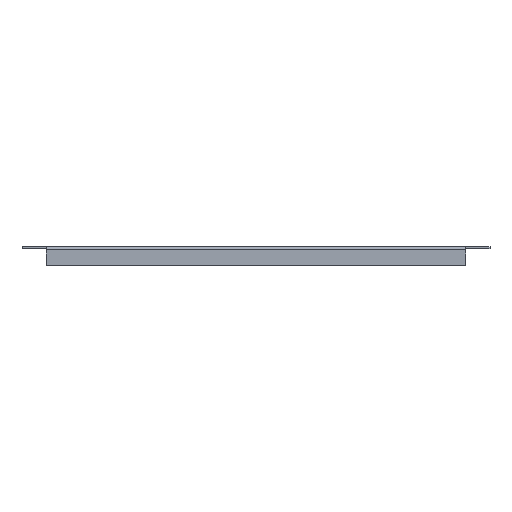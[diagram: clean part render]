
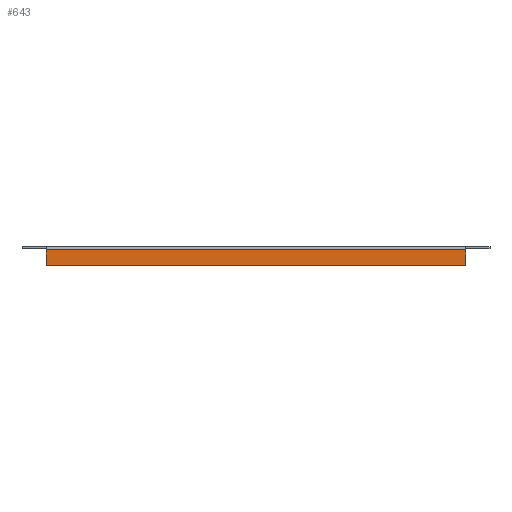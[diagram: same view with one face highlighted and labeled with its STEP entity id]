
A CAD part, front view. The second image highlights one B-rep face of the part: STEP entity #643.
In plain terms, the highlighted planar face has unit normal (0, -1, 0).
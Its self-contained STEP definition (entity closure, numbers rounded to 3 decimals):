
#91 = LINE ( 'NONE', #1134, #1314 ) ;
#117 = ORIENTED_EDGE ( 'NONE', *, *, #712, .F. ) ;
#295 = VERTEX_POINT ( 'NONE', #2230 ) ;
#346 = VECTOR ( 'NONE', #1732, 1000. ) ;
#354 = LINE ( 'NONE', #1837, #987 ) ;
#472 = CARTESIAN_POINT ( 'NONE',  ( 0., -459.5, -3.5 ) ) ;
#514 = PLANE ( 'NONE',  #2191 ) ;
#602 = CARTESIAN_POINT ( 'NONE',  ( 471.5, -459.5, -3.5 ) ) ;
#643 = ADVANCED_FACE ( 'NONE', ( #935 ), #514, .T. ) ;
#675 = ORIENTED_EDGE ( 'NONE', *, *, #1724, .F. ) ;
#712 = EDGE_CURVE ( 'NONE', #1379, #2459, #354, .T. ) ;
#935 = FACE_OUTER_BOUND ( 'NONE', #1315, .T. ) ;
#986 = CARTESIAN_POINT ( 'NONE',  ( 0., -459.5, 0. ) ) ;
#987 = VECTOR ( 'NONE', #2018, 1000. ) ;
#1134 = CARTESIAN_POINT ( 'NONE',  ( 471.5, -459.5, -20. ) ) ;
#1237 = CARTESIAN_POINT ( 'NONE',  ( 26., -459.5, -20. ) ) ;
#1306 = VECTOR ( 'NONE', #1980, 1000. ) ;
#1314 = VECTOR ( 'NONE', #2409, 1000. ) ;
#1315 = EDGE_LOOP ( 'NONE', ( #675, #2058, #1427, #117 ) ) ;
#1317 = LINE ( 'NONE', #1955, #1306 ) ;
#1379 = VERTEX_POINT ( 'NONE', #2169 ) ;
#1427 = ORIENTED_EDGE ( 'NONE', *, *, #2253, .F. ) ;
#1724 = EDGE_CURVE ( 'NONE', #2310, #1379, #91, .T. ) ;
#1732 = DIRECTION ( 'NONE',  ( -1., 0., 0. ) ) ;
#1837 = CARTESIAN_POINT ( 'NONE',  ( 26., -459.5, -20. ) ) ;
#1955 = CARTESIAN_POINT ( 'NONE',  ( 26., -459.5, -2.5 ) ) ;
#1980 = DIRECTION ( 'NONE',  ( 0., 0., 1. ) ) ;
#2018 = DIRECTION ( 'NONE',  ( -1., 0., 0. ) ) ;
#2058 = ORIENTED_EDGE ( 'NONE', *, *, #2601, .T. ) ;
#2169 = CARTESIAN_POINT ( 'NONE',  ( 471.5, -459.5, -20. ) ) ;
#2191 = AXIS2_PLACEMENT_3D ( 'NONE', #986, #2419, #2212 ) ;
#2212 = DIRECTION ( 'NONE',  ( 0., 0., -1. ) ) ;
#2230 = CARTESIAN_POINT ( 'NONE',  ( 26., -459.5, -3.5 ) ) ;
#2253 = EDGE_CURVE ( 'NONE', #2459, #295, #1317, .T. ) ;
#2310 = VERTEX_POINT ( 'NONE', #602 ) ;
#2409 = DIRECTION ( 'NONE',  ( 0., 0., -1. ) ) ;
#2419 = DIRECTION ( 'NONE',  ( 0., -1., 0. ) ) ;
#2445 = LINE ( 'NONE', #472, #346 ) ;
#2459 = VERTEX_POINT ( 'NONE', #1237 ) ;
#2601 = EDGE_CURVE ( 'NONE', #2310, #295, #2445, .T. ) ;
